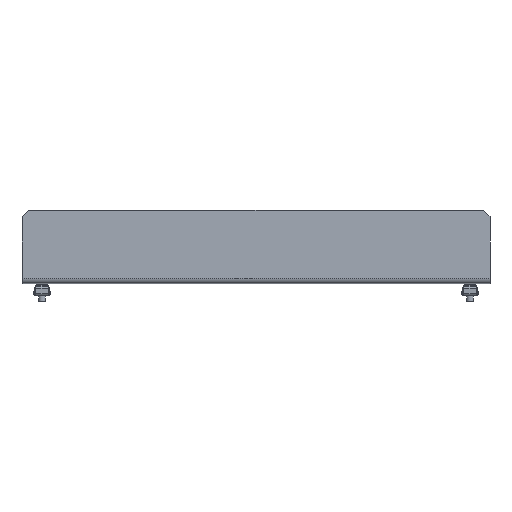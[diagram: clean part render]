
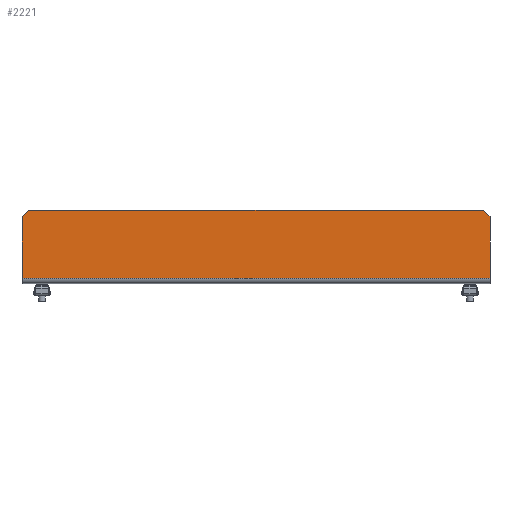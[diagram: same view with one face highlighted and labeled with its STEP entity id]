
A CAD part, front view. The second image highlights one B-rep face of the part: STEP entity #2221.
In plain terms, the highlighted planar face has unit normal (0, -1, 0).
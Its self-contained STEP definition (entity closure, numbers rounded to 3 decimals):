
#214 = DIRECTION ( 'NONE',  ( -0.707, 0., 0.707 ) ) ;
#238 = CARTESIAN_POINT ( 'NONE',  ( 175.5, -16., 48. ) ) ;
#289 = EDGE_CURVE ( 'NONE', #1635, #1577, #4473, .T. ) ;
#335 = CARTESIAN_POINT ( 'NONE',  ( -175.5, -16., 2. ) ) ;
#680 = VECTOR ( 'NONE', #1288, 1000. ) ;
#721 = PLANE ( 'NONE',  #5726 ) ;
#742 = EDGE_CURVE ( 'NONE', #2331, #3310, #4930, .T. ) ;
#841 = DIRECTION ( 'NONE',  ( 0., 0., 1. ) ) ;
#1050 = EDGE_CURVE ( 'NONE', #1577, #1879, #5083, .T. ) ;
#1056 = LINE ( 'NONE', #1867, #5932 ) ;
#1104 = EDGE_CURVE ( 'NONE', #1879, #2331, #1056, .T. ) ;
#1134 = EDGE_CURVE ( 'NONE', #4483, #3310, #3167, .T. ) ;
#1288 = DIRECTION ( 'NONE',  ( -1., 0., 0. ) ) ;
#1333 = FACE_OUTER_BOUND ( 'NONE', #4852, .T. ) ;
#1577 = VERTEX_POINT ( 'NONE', #3203 ) ;
#1635 = VERTEX_POINT ( 'NONE', #238 ) ;
#1867 = CARTESIAN_POINT ( 'NONE',  ( -175.5, -16., 48. ) ) ;
#1879 = VERTEX_POINT ( 'NONE', #5923 ) ;
#1892 = DIRECTION ( 'NONE',  ( -1., 0., 0. ) ) ;
#1998 = CARTESIAN_POINT ( 'NONE',  ( 175.5, -16., 0. ) ) ;
#2015 = CARTESIAN_POINT ( 'NONE',  ( -175.5, -16., 2. ) ) ;
#2221 = ADVANCED_FACE ( 'NONE', ( #1333 ), #721, .F. ) ;
#2331 = VERTEX_POINT ( 'NONE', #4934 ) ;
#2563 = CARTESIAN_POINT ( 'NONE',  ( -175.5, -16., 0. ) ) ;
#2636 = VECTOR ( 'NONE', #4006, 1000. ) ;
#2699 = CARTESIAN_POINT ( 'NONE',  ( 170.5, -16., 53. ) ) ;
#3167 = LINE ( 'NONE', #335, #3459 ) ;
#3203 = CARTESIAN_POINT ( 'NONE',  ( 170.5, -16., 53. ) ) ;
#3272 = ORIENTED_EDGE ( 'NONE', *, *, #742, .T. ) ;
#3310 = VERTEX_POINT ( 'NONE', #2015 ) ;
#3459 = VECTOR ( 'NONE', #1892, 1000. ) ;
#3635 = ORIENTED_EDGE ( 'NONE', *, *, #289, .T. ) ;
#4006 = DIRECTION ( 'NONE',  ( 0., 0., -1. ) ) ;
#4473 = LINE ( 'NONE', #2699, #4851 ) ;
#4483 = VERTEX_POINT ( 'NONE', #5775 ) ;
#4627 = EDGE_CURVE ( 'NONE', #4483, #1635, #6303, .T. ) ;
#4756 = CARTESIAN_POINT ( 'NONE',  ( 0., -16., 53. ) ) ;
#4761 = DIRECTION ( 'NONE',  ( 0., 1., 0. ) ) ;
#4851 = VECTOR ( 'NONE', #214, 1000. ) ;
#4852 = EDGE_LOOP ( 'NONE', ( #5496, #3635, #6333, #5104, #3272, #5645 ) ) ;
#4930 = LINE ( 'NONE', #2563, #2636 ) ;
#4934 = CARTESIAN_POINT ( 'NONE',  ( -175.5, -16., 48. ) ) ;
#5083 = LINE ( 'NONE', #4756, #680 ) ;
#5104 = ORIENTED_EDGE ( 'NONE', *, *, #1104, .T. ) ;
#5296 = DIRECTION ( 'NONE',  ( -0.707, 0., -0.707 ) ) ;
#5402 = DIRECTION ( 'NONE',  ( 0., 0., 1. ) ) ;
#5496 = ORIENTED_EDGE ( 'NONE', *, *, #4627, .T. ) ;
#5645 = ORIENTED_EDGE ( 'NONE', *, *, #1134, .F. ) ;
#5726 = AXIS2_PLACEMENT_3D ( 'NONE', #6172, #4761, #841 ) ;
#5775 = CARTESIAN_POINT ( 'NONE',  ( 175.5, -16., 2. ) ) ;
#5845 = VECTOR ( 'NONE', #5402, 1000. ) ;
#5923 = CARTESIAN_POINT ( 'NONE',  ( -170.5, -16., 53. ) ) ;
#5932 = VECTOR ( 'NONE', #5296, 1000. ) ;
#6172 = CARTESIAN_POINT ( 'NONE',  ( 0., -16., 0. ) ) ;
#6303 = LINE ( 'NONE', #1998, #5845 ) ;
#6333 = ORIENTED_EDGE ( 'NONE', *, *, #1050, .T. ) ;
